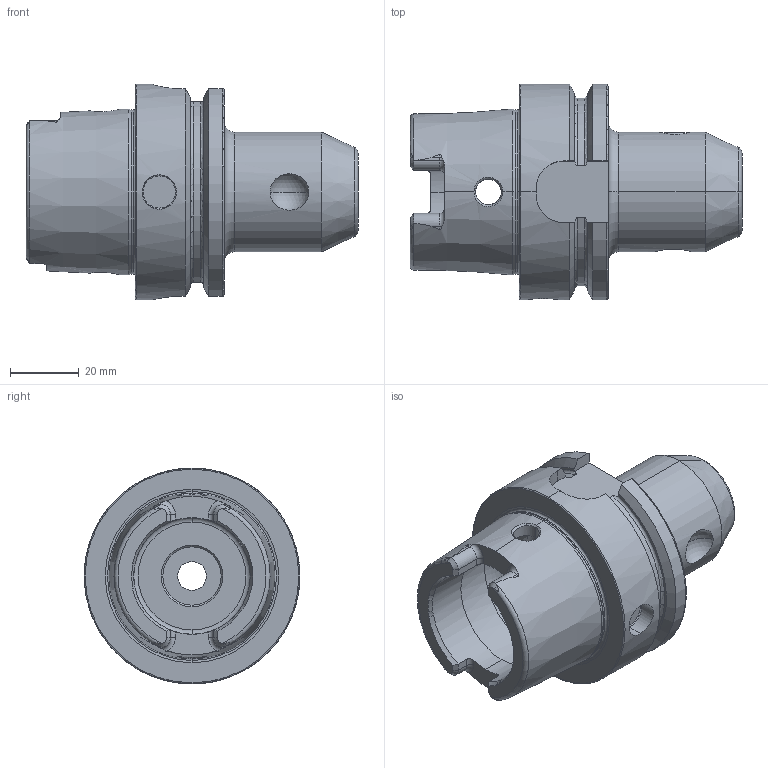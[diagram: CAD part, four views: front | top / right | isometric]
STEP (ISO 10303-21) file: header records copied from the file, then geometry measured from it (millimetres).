
FILE_DESCRIPTION (( 'STEP AP214' ), '1' );
FILE_NAME ('HA6-W10.K01.065.STEP', '2015-02-13T14:52:50', ( 'SWIAdmin' ), ( 'Hewlett-Packard Company' ), 'SwSTEP 2.0', 'SolidWorks 2012', '' );
FILE_SCHEMA (( 'AUTOMOTIVE_DESIGN' ));
Length unit declared in the file: millimetre
Products named in the file (3): HA6-W10.K01.065; W10-ER1.001.012; HA6-W10.K01.065_B_Fertigbearbeitung
Assembly tree (2 placements, depth 2):
  HA6-W10.K01.065
    HA6-W10.K01.065_B_Fertigbearbeitung
    W10-ER1.001.012
Bounding box: 96.9 x 63 x 63 mm (x, y, z)
Volume: 112639 mm3; surface area: 28127.4 mm2
Topology: 2 solids, 2 shells, 208 faces, 531 edges, 332 vertices
Faces by surface type: plane 58, cylinder 57, torus 39, cone 38, bspline 14, sphere 2
Entity records: 9571 total; most frequent: CARTESIAN_POINT 3282, ORIENTED_EDGE 1058, DIRECTION 966, EDGE_CURVE 529, AXIS2_PLACEMENT_3D 395, VERTEX_POINT 332, EDGE_LOOP 223, FACE_OUTER_BOUND 208
